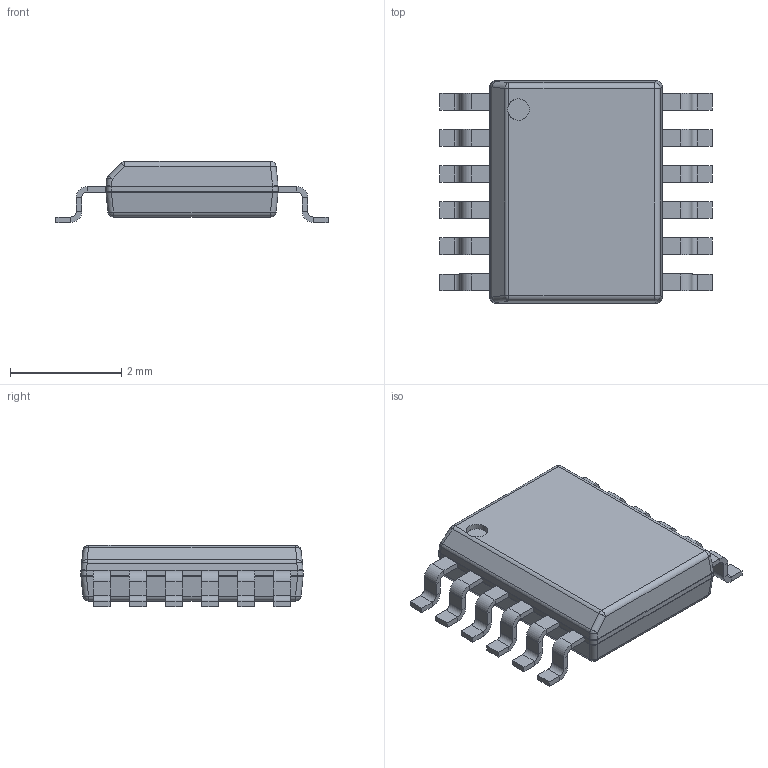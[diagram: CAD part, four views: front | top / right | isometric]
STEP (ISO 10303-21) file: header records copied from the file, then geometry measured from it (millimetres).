
FILE_DESCRIPTION(('Open CASCADE Model'),'2;1');
FILE_NAME('Open CASCADE Shape Model','2022-01-16T12:10:49',('Author'),( 'Open CASCADE'),'Open CASCADE STEP processor 6.8','Open CASCADE 6.8' ,'Unknown');
FILE_SCHEMA(('AUTOMOTIVE_DESIGN_CC2 { 1 2 10303 214 -1 1 5 4 }'));
Length unit declared in the file: millimetre
Products named in the file (5): MSOP12_EP.step; Open CASCADE STEP translator 6.8 15.1; Body; Open CASCADE STEP translator 6.8 15.2.1; Leader
Assembly tree (15 placements, depth 3):
  MSOP12_EP.step
    Open CASCADE STEP translator 6.8 15.1
    Body
      Open CASCADE STEP translator 6.8 15.2.1
    Leader  x12
Bounding box: 4.9 x 4 x 1.1 mm (x, y, z)
Volume: 12.4 mm3; surface area: 49.6 mm2
Topology: 13 solids, 14 shells, 331 faces, 670 edges, 356 vertices
Faces by surface type: plane 233, cylinder 80, sphere 10, bspline 8
Full cylindrical faces by diameter (mm): 0.388 x1
Entity records: 5805 total; most frequent: CARTESIAN_POINT 2218, DIRECTION 600, ORIENTED_EDGE 351, PCURVE 351, DEFINITIONAL_REPRESENTATION 351, LINE 315, VECTOR 315, EDGE_CURVE 176
